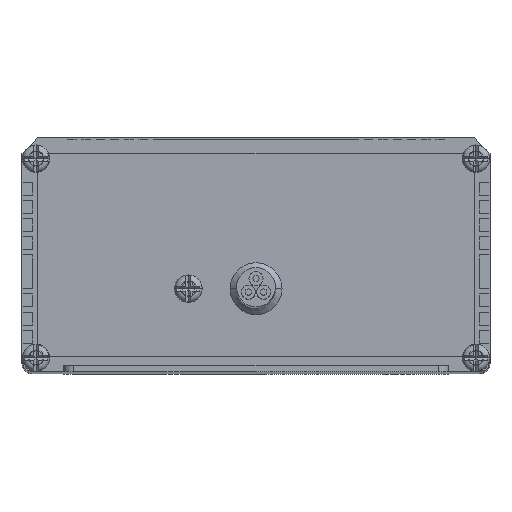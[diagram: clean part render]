
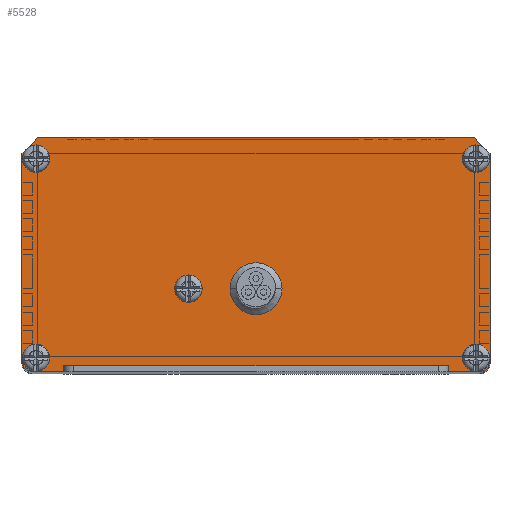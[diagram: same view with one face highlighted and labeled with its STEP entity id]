
A CAD part, top view. The second image highlights one B-rep face of the part: STEP entity #5528.
In plain terms, the highlighted planar face has unit normal (0, 0, 1).
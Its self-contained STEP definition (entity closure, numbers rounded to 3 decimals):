
#4825=CARTESIAN_POINT('',(-42.3,18.5,1.5));
#4826=DIRECTION('',(0.,0.,-1.));
#4827=DIRECTION('',(1.,0.,0.));
#4828=AXIS2_PLACEMENT_3D('',#4825,#4826,#4827);
#4830=CARTESIAN_POINT('',(-42.3,18.5,1.5));
#4831=DIRECTION('',(0.,0.,-1.));
#4832=DIRECTION('',(-1.,0.,0.));
#4833=AXIS2_PLACEMENT_3D('',#4830,#4831,#4832);
#4835=CARTESIAN_POINT('',(-42.3,-19.8,1.5));
#4836=DIRECTION('',(0.,0.,-1.));
#4837=DIRECTION('',(1.,0.,0.));
#4838=AXIS2_PLACEMENT_3D('',#4835,#4836,#4837);
#4840=CARTESIAN_POINT('',(-42.3,-19.8,1.5));
#4841=DIRECTION('',(0.,0.,-1.));
#4842=DIRECTION('',(-1.,0.,0.));
#4843=AXIS2_PLACEMENT_3D('',#4840,#4841,#4842);
#4845=CARTESIAN_POINT('',(42.3,18.5,1.5));
#4846=DIRECTION('',(0.,0.,-1.));
#4847=DIRECTION('',(1.,0.,0.));
#4848=AXIS2_PLACEMENT_3D('',#4845,#4846,#4847);
#4850=CARTESIAN_POINT('',(42.3,18.5,1.5));
#4851=DIRECTION('',(0.,0.,-1.));
#4852=DIRECTION('',(-1.,0.,0.));
#4853=AXIS2_PLACEMENT_3D('',#4850,#4851,#4852);
#4855=CARTESIAN_POINT('',(42.3,-19.8,1.5));
#4856=DIRECTION('',(0.,0.,-1.));
#4857=DIRECTION('',(1.,0.,0.));
#4858=AXIS2_PLACEMENT_3D('',#4855,#4856,#4857);
#4860=CARTESIAN_POINT('',(42.3,-19.8,1.5));
#4861=DIRECTION('',(0.,0.,-1.));
#4862=DIRECTION('',(-1.,0.,0.));
#4863=AXIS2_PLACEMENT_3D('',#4860,#4861,#4862);
#4865=DIRECTION('',(1.,0.,0.));
#4866=VECTOR('',#4865,74.);
#4867=CARTESIAN_POINT('',(-37.,-21.3,1.5));
#4868=LINE('',#4867,#4866);
#4869=DIRECTION('',(0.,1.,0.));
#4870=VECTOR('',#4869,1.2);
#4871=CARTESIAN_POINT('',(-37.,-22.5,1.5));
#4872=LINE('',#4871,#4870);
#4873=DIRECTION('',(1.,0.,0.));
#4874=VECTOR('',#4873,6.);
#4875=CARTESIAN_POINT('',(-43.,-22.5,1.5));
#4876=LINE('',#4875,#4874);
#4877=CARTESIAN_POINT('',(-43.,-20.5,1.5));
#4878=DIRECTION('',(0.,0.,1.));
#4879=DIRECTION('',(-1.,0.,0.));
#4880=AXIS2_PLACEMENT_3D('',#4877,#4878,#4879);
#4882=DIRECTION('',(0.,-1.,0.));
#4883=VECTOR('',#4882,40.);
#4884=CARTESIAN_POINT('',(-45.,19.5,1.5));
#4885=LINE('',#4884,#4883);
#4886=DIRECTION('',(-0.707,-0.707,0.));
#4887=VECTOR('',#4886,4.243);
#4888=CARTESIAN_POINT('',(-42.,22.5,1.5));
#4889=LINE('',#4888,#4887);
#4890=DIRECTION('',(-1.,0.,0.));
#4891=VECTOR('',#4890,84.);
#4892=CARTESIAN_POINT('',(42.,22.5,1.5));
#4893=LINE('',#4892,#4891);
#4894=DIRECTION('',(-0.707,0.707,0.));
#4895=VECTOR('',#4894,4.243);
#4896=CARTESIAN_POINT('',(45.,19.5,1.5));
#4897=LINE('',#4896,#4895);
#4898=DIRECTION('',(0.,1.,0.));
#4899=VECTOR('',#4898,40.);
#4900=CARTESIAN_POINT('',(45.,-20.5,1.5));
#4901=LINE('',#4900,#4899);
#4902=CARTESIAN_POINT('',(43.,-20.5,1.5));
#4903=DIRECTION('',(0.,0.,1.));
#4904=DIRECTION('',(0.,-1.,0.));
#4905=AXIS2_PLACEMENT_3D('',#4902,#4903,#4904);
#4907=DIRECTION('',(1.,0.,0.));
#4908=VECTOR('',#4907,6.);
#4909=CARTESIAN_POINT('',(37.,-22.5,1.5));
#4910=LINE('',#4909,#4908);
#4911=DIRECTION('',(0.,1.,0.));
#4912=VECTOR('',#4911,1.2);
#4913=CARTESIAN_POINT('',(37.,-22.5,1.5));
#4914=LINE('',#4913,#4912);
#4915=CARTESIAN_POINT('',(0.,-6.5,1.5));
#4916=DIRECTION('',(0.,0.,1.));
#4917=DIRECTION('',(1.,0.,0.));
#4918=AXIS2_PLACEMENT_3D('',#4915,#4916,#4917);
#4920=CARTESIAN_POINT('',(0.,-6.5,1.5));
#4921=DIRECTION('',(0.,0.,1.));
#4922=DIRECTION('',(-1.,0.,0.));
#4923=AXIS2_PLACEMENT_3D('',#4920,#4921,#4922);
#4925=CARTESIAN_POINT('',(-13.,-6.5,1.5));
#4926=DIRECTION('',(0.,0.,1.));
#4927=DIRECTION('',(1.,0.,0.));
#4928=AXIS2_PLACEMENT_3D('',#4925,#4926,#4927);
#4930=CARTESIAN_POINT('',(-13.,-6.5,1.5));
#4931=DIRECTION('',(0.,0.,1.));
#4932=DIRECTION('',(-1.,0.,0.));
#4933=AXIS2_PLACEMENT_3D('',#4930,#4931,#4932);
#5239=CARTESIAN_POINT('',(-40.95,18.5,1.5));
#5240=CARTESIAN_POINT('',(-43.65,18.5,1.5));
#5241=VERTEX_POINT('',#5239);
#5242=VERTEX_POINT('',#5240);
#5243=CARTESIAN_POINT('',(-40.95,-19.8,1.5));
#5244=CARTESIAN_POINT('',(-43.65,-19.8,1.5));
#5245=VERTEX_POINT('',#5243);
#5246=VERTEX_POINT('',#5244);
#5247=CARTESIAN_POINT('',(43.65,18.5,1.5));
#5248=CARTESIAN_POINT('',(40.95,18.5,1.5));
#5249=VERTEX_POINT('',#5247);
#5250=VERTEX_POINT('',#5248);
#5251=CARTESIAN_POINT('',(43.65,-19.8,1.5));
#5252=CARTESIAN_POINT('',(40.95,-19.8,1.5));
#5253=VERTEX_POINT('',#5251);
#5254=VERTEX_POINT('',#5252);
#5259=CARTESIAN_POINT('',(45.,19.5,1.5));
#5260=VERTEX_POINT('',#5259);
#5261=CARTESIAN_POINT('',(42.,22.5,1.5));
#5262=VERTEX_POINT('',#5261);
#5267=CARTESIAN_POINT('',(-42.,22.5,1.5));
#5268=VERTEX_POINT('',#5267);
#5269=CARTESIAN_POINT('',(-45.,19.5,1.5));
#5270=VERTEX_POINT('',#5269);
#5275=CARTESIAN_POINT('',(-45.,-20.5,1.5));
#5276=VERTEX_POINT('',#5275);
#5277=CARTESIAN_POINT('',(-43.,-22.5,1.5));
#5278=VERTEX_POINT('',#5277);
#5283=CARTESIAN_POINT('',(43.,-22.5,1.5));
#5284=VERTEX_POINT('',#5283);
#5285=CARTESIAN_POINT('',(45.,-20.5,1.5));
#5286=VERTEX_POINT('',#5285);
#5287=CARTESIAN_POINT('',(-37.,-21.3,1.5));
#5288=CARTESIAN_POINT('',(37.,-21.3,1.5));
#5289=VERTEX_POINT('',#5287);
#5290=VERTEX_POINT('',#5288);
#5291=CARTESIAN_POINT('',(-37.,-22.5,1.5));
#5292=VERTEX_POINT('',#5291);
#5293=CARTESIAN_POINT('',(37.,-22.5,1.5));
#5294=VERTEX_POINT('',#5293);
#5319=CARTESIAN_POINT('',(1.5,-6.5,1.5));
#5320=CARTESIAN_POINT('',(-1.5,-6.5,1.5));
#5321=VERTEX_POINT('',#5319);
#5322=VERTEX_POINT('',#5320);
#5323=CARTESIAN_POINT('',(-11.75,-6.5,1.5));
#5324=CARTESIAN_POINT('',(-14.25,-6.5,1.5));
#5325=VERTEX_POINT('',#5323);
#5326=VERTEX_POINT('',#5324);
#5463=CARTESIAN_POINT('',(0.,0.,1.5));
#5464=DIRECTION('',(0.,0.,1.));
#5465=DIRECTION('',(1.,0.,0.));
#5466=AXIS2_PLACEMENT_3D('',#5463,#5464,#5465);
#5467=PLANE('',#5466);
#5469=ORIENTED_EDGE('',*,*,#5468,.F.);
#5471=ORIENTED_EDGE('',*,*,#5470,.F.);
#5473=ORIENTED_EDGE('',*,*,#5472,.F.);
#5475=ORIENTED_EDGE('',*,*,#5474,.F.);
#5477=ORIENTED_EDGE('',*,*,#5476,.F.);
#5479=ORIENTED_EDGE('',*,*,#5478,.F.);
#5481=ORIENTED_EDGE('',*,*,#5480,.F.);
#5483=ORIENTED_EDGE('',*,*,#5482,.F.);
#5485=ORIENTED_EDGE('',*,*,#5484,.F.);
#5487=ORIENTED_EDGE('',*,*,#5486,.F.);
#5489=ORIENTED_EDGE('',*,*,#5488,.F.);
#5491=ORIENTED_EDGE('',*,*,#5490,.T.);
#5492=EDGE_LOOP('',(#5469,#5471,#5473,#5475,#5477,#5479,#5481,#5483,#5485,#5487,
#5489,#5491));
#5493=FACE_OUTER_BOUND('',#5492,.F.);
#5495=ORIENTED_EDGE('',*,*,#5494,.F.);
#5497=ORIENTED_EDGE('',*,*,#5496,.F.);
#5498=EDGE_LOOP('',(#5495,#5497));
#5499=FACE_BOUND('',#5498,.F.);
#5501=ORIENTED_EDGE('',*,*,#5500,.F.);
#5503=ORIENTED_EDGE('',*,*,#5502,.F.);
#5504=EDGE_LOOP('',(#5501,#5503));
#5505=FACE_BOUND('',#5504,.F.);
#5507=ORIENTED_EDGE('',*,*,#5506,.F.);
#5509=ORIENTED_EDGE('',*,*,#5508,.F.);
#5510=EDGE_LOOP('',(#5507,#5509));
#5511=FACE_BOUND('',#5510,.F.);
#5512=ORIENTED_EDGE('',*,*,#5443,.F.);
#5513=ORIENTED_EDGE('',*,*,#5457,.F.);
#5514=EDGE_LOOP('',(#5512,#5513));
#5515=FACE_BOUND('',#5514,.F.);
#5517=ORIENTED_EDGE('',*,*,#5516,.T.);
#5519=ORIENTED_EDGE('',*,*,#5518,.T.);
#5520=EDGE_LOOP('',(#5517,#5519));
#5521=FACE_BOUND('',#5520,.F.);
#5523=ORIENTED_EDGE('',*,*,#5522,.T.);
#5525=ORIENTED_EDGE('',*,*,#5524,.T.);
#5526=EDGE_LOOP('',(#5523,#5525));
#5527=FACE_BOUND('',#5526,.F.);
#5528=ADVANCED_FACE('',(#5493,#5499,#5505,#5511,#5515,#5521,#5527),#5467,.T.);
#4829=CIRCLE('',#4828,1.35);
#4834=CIRCLE('',#4833,1.35);
#4839=CIRCLE('',#4838,1.35);
#4844=CIRCLE('',#4843,1.35);
#4849=CIRCLE('',#4848,1.35);
#4854=CIRCLE('',#4853,1.35);
#4859=CIRCLE('',#4858,1.35);
#4864=CIRCLE('',#4863,1.35);
#4881=CIRCLE('',#4880,2.);
#4906=CIRCLE('',#4905,2.);
#4919=CIRCLE('',#4918,1.5);
#4924=CIRCLE('',#4923,1.5);
#4929=CIRCLE('',#4928,1.25);
#4934=CIRCLE('',#4933,1.25);
#5443=EDGE_CURVE('',#5241,#5242,#4829,.T.);
#5457=EDGE_CURVE('',#5242,#5241,#4834,.T.);
#5468=EDGE_CURVE('',#5289,#5290,#4868,.T.);
#5470=EDGE_CURVE('',#5292,#5289,#4872,.T.);
#5472=EDGE_CURVE('',#5278,#5292,#4876,.T.);
#5474=EDGE_CURVE('',#5276,#5278,#4881,.T.);
#5476=EDGE_CURVE('',#5270,#5276,#4885,.T.);
#5478=EDGE_CURVE('',#5268,#5270,#4889,.T.);
#5480=EDGE_CURVE('',#5262,#5268,#4893,.T.);
#5482=EDGE_CURVE('',#5260,#5262,#4897,.T.);
#5484=EDGE_CURVE('',#5286,#5260,#4901,.T.);
#5486=EDGE_CURVE('',#5284,#5286,#4906,.T.);
#5488=EDGE_CURVE('',#5294,#5284,#4910,.T.);
#5490=EDGE_CURVE('',#5294,#5290,#4914,.T.);
#5494=EDGE_CURVE('',#5245,#5246,#4839,.T.);
#5496=EDGE_CURVE('',#5246,#5245,#4844,.T.);
#5500=EDGE_CURVE('',#5249,#5250,#4849,.T.);
#5502=EDGE_CURVE('',#5250,#5249,#4854,.T.);
#5506=EDGE_CURVE('',#5253,#5254,#4859,.T.);
#5508=EDGE_CURVE('',#5254,#5253,#4864,.T.);
#5516=EDGE_CURVE('',#5321,#5322,#4919,.T.);
#5518=EDGE_CURVE('',#5322,#5321,#4924,.T.);
#5522=EDGE_CURVE('',#5325,#5326,#4929,.T.);
#5524=EDGE_CURVE('',#5326,#5325,#4934,.T.);
